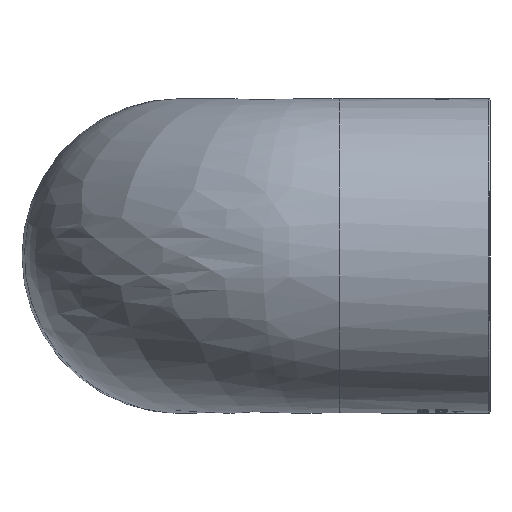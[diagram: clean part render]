
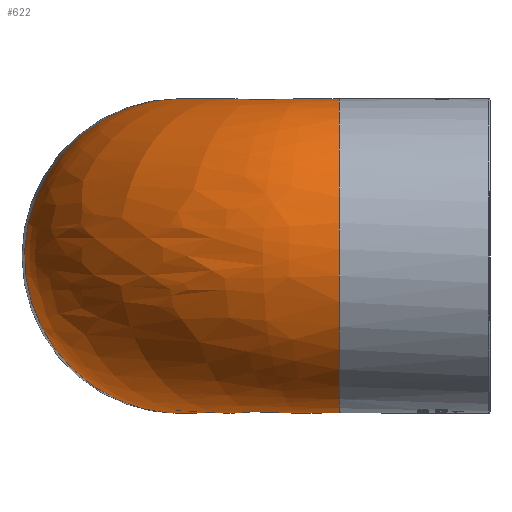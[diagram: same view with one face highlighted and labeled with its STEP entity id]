
A CAD part, left-side view. The second image highlights one B-rep face of the part: STEP entity #622.
In plain terms, the highlighted free-form (B-spline) face has degree [3, 3] with [7, 4] control points.
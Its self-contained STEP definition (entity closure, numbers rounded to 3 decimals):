
#136=(
BOUNDED_SURFACE()
B_SPLINE_SURFACE(3,3,((#8387,#8388,#8389,#8390),(#8391,#8392,#8393,#8394),
(#8395,#8396,#8397,#8398),(#8399,#8400,#8401,#8402),(#8403,#8404,#8405,
#8406),(#8407,#8408,#8409,#8410),(#8411,#8412,#8413,#8414)),
 .UNSPECIFIED.,.F.,.F.,.F.)
B_SPLINE_SURFACE_WITH_KNOTS((4,3,4),(4,4),(0.,0.5,1.),(0.,1.),
 .UNSPECIFIED.)
GEOMETRIC_REPRESENTATION_ITEM()
RATIONAL_B_SPLINE_SURFACE(((1.,0.809,0.809,1.),
(0.42,0.34,0.34,0.42),
(0.42,0.34,0.34,0.42),
(1.,0.809,0.809,1.),(0.42,0.34,
0.34,0.42),(0.42,0.34,
0.34,0.42),(1.,0.809,0.809,
1.)))
REPRESENTATION_ITEM('')
SURFACE()
);
#144=FACE_OUTER_BOUND('',#1831,.T.);
#622=ADVANCED_FACE('',(#144),#136,.T.);
#964=CIRCLE('',#5361,112.494);
#1009=CIRCLE('',#5427,112.494);
#1831=EDGE_LOOP('',(#2420,#2421,#2422,#2423));
#2420=ORIENTED_EDGE('',*,*,#4396,.T.);
#2421=ORIENTED_EDGE('',*,*,#4403,.T.);
#2422=ORIENTED_EDGE('',*,*,#4269,.F.);
#2423=ORIENTED_EDGE('',*,*,#4404,.T.);
#3765=VERTEX_POINT('',#7448);
#3766=VERTEX_POINT('',#7449);
#3891=VERTEX_POINT('',#8346);
#3892=VERTEX_POINT('',#8347);
#4269=EDGE_CURVE('',#3765,#3766,#964,.T.);
#4396=EDGE_CURVE('',#3891,#3892,#1009,.T.);
#4403=EDGE_CURVE('',#3892,#3766,#4990,.T.);
#4404=EDGE_CURVE('',#3765,#3891,#4991,.T.);
#4990=B_SPLINE_CURVE_WITH_KNOTS('',3,(#8375,#8376,#8377,#8378,#8379,#8380),
 .UNSPECIFIED.,.F.,.F.,(4,2,4),(0.,0.5,1.),.UNSPECIFIED.);
#4991=B_SPLINE_CURVE_WITH_KNOTS('',3,(#8381,#8382,#8383,#8384,#8385,#8386),
 .UNSPECIFIED.,.F.,.F.,(4,2,4),(0.,0.5,1.),.UNSPECIFIED.);
#5361=AXIS2_PLACEMENT_3D('',#7447,#5770,#5771);
#5427=AXIS2_PLACEMENT_3D('',#8348,#5933,#5934);
#5770=DIRECTION('',(0.,-1.,0.));
#5771=DIRECTION('',(0.,0.,-1.));
#5933=DIRECTION('',(-1.,-0.017,0.));
#5934=DIRECTION('',(0.,0.,-1.));
#7447=CARTESIAN_POINT('',(0.,-110.901,0.));
#7448=CARTESIAN_POINT('',(107.579,-110.901,32.89));
#7449=CARTESIAN_POINT('',(107.579,-110.901,-32.89));
#8346=CARTESIAN_POINT('',(112.256,-106.141,32.89));
#8347=CARTESIAN_POINT('',(112.256,-106.141,-32.89));
#8348=CARTESIAN_POINT('',(110.378,1.421,0.));
#8375=CARTESIAN_POINT('',(112.256,-106.141,-32.89));
#8376=CARTESIAN_POINT('',(111.035,-106.213,-32.725));
#8377=CARTESIAN_POINT('',(109.856,-106.745,-32.63));
#8378=CARTESIAN_POINT('',(108.13,-108.508,-32.631));
#8379=CARTESIAN_POINT('',(107.629,-109.679,-32.725));
#8380=CARTESIAN_POINT('',(107.579,-110.901,-32.89));
#8381=CARTESIAN_POINT('',(107.579,-110.901,32.89));
#8382=CARTESIAN_POINT('',(107.628,-109.698,32.727));
#8383=CARTESIAN_POINT('',(108.132,-108.502,32.631));
#8384=CARTESIAN_POINT('',(109.867,-106.737,32.631));
#8385=CARTESIAN_POINT('',(111.054,-106.212,32.727));
#8386=CARTESIAN_POINT('',(112.256,-106.141,32.89));
#8387=CARTESIAN_POINT('',(112.275,-107.272,28.934));
#8388=CARTESIAN_POINT('',(110.179,-107.308,28.934));
#8389=CARTESIAN_POINT('',(108.709,-108.804,28.934));
#8390=CARTESIAN_POINT('',(108.709,-110.901,28.934));
#8391=CARTESIAN_POINT('',(111.48,-61.718,200.113));
#8392=CARTESIAN_POINT('',(83.067,-62.214,200.113));
#8393=CARTESIAN_POINT('',(63.148,-82.483,200.113));
#8394=CARTESIAN_POINT('',(63.148,-110.901,200.113));
#8395=CARTESIAN_POINT('',(108.415,113.898,177.138));
#8396=CARTESIAN_POINT('',(-21.454,111.631,177.138));
#8397=CARTESIAN_POINT('',(-112.494,18.988,177.138));
#8398=CARTESIAN_POINT('',(-112.494,-110.901,177.138));
#8399=CARTESIAN_POINT('',(108.415,113.898,0.));
#8400=CARTESIAN_POINT('',(-21.454,111.631,0.));
#8401=CARTESIAN_POINT('',(-112.494,18.988,0.));
#8402=CARTESIAN_POINT('',(-112.494,-110.901,0.));
#8403=CARTESIAN_POINT('',(108.415,113.898,-177.138));
#8404=CARTESIAN_POINT('',(-21.454,111.631,-177.138));
#8405=CARTESIAN_POINT('',(-112.494,18.988,-177.138));
#8406=CARTESIAN_POINT('',(-112.494,-110.901,-177.138));
#8407=CARTESIAN_POINT('',(111.48,-61.718,-200.113));
#8408=CARTESIAN_POINT('',(83.067,-62.214,-200.113));
#8409=CARTESIAN_POINT('',(63.148,-82.483,-200.113));
#8410=CARTESIAN_POINT('',(63.148,-110.901,-200.113));
#8411=CARTESIAN_POINT('',(112.275,-107.272,-28.934));
#8412=CARTESIAN_POINT('',(110.179,-107.308,-28.934));
#8413=CARTESIAN_POINT('',(108.709,-108.804,-28.934));
#8414=CARTESIAN_POINT('',(108.709,-110.901,-28.934));
